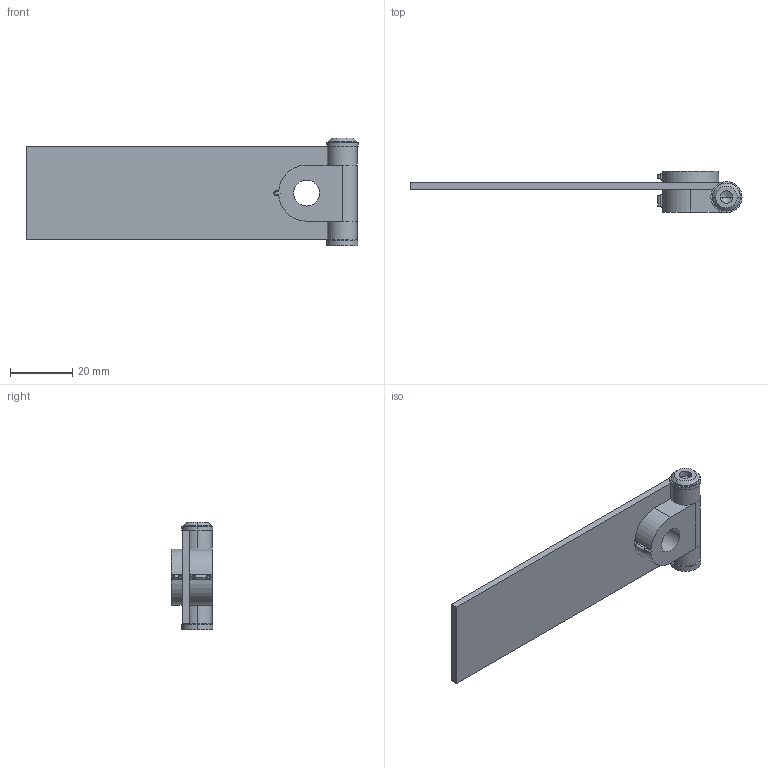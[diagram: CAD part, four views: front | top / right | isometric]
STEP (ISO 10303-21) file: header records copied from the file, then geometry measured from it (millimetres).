
FILE_DESCRIPTION (( 'STEP AP203' ), '1' );
FILE_NAME ('sone3D.STEP', '2014-09-03T00:56:22', ( '' ), ( '' ), 'SwSTEP 2.0', 'SolidWorks 2012', '' );
FILE_SCHEMA (( 'CONFIG_CONTROL_DESIGN' ));
Length unit declared in the file: millimetre
Products named in the file (5): AC-25-VB-8僔儍僼僩_; AC-25-VB-8台座_; sone3D; AC-25-VA-6M5用ワッシャー_; AC-25-VB-8僗儕乕僽_
Assembly tree (4 placements, depth 2):
  sone3D
    AC-25-VB-8台座_
    AC-25-VB-8僔儍僼僩_
    AC-25-VB-8僗儕乕僽_
    AC-25-VA-6M5用ワッシャー_
Bounding box: 106.5 x 13.3 x 34.5 mm (x, y, z)
Volume: 11313 mm3; surface area: 10151.1 mm2
Topology: 4 solids, 4 shells, 104 faces, 282 edges, 183 vertices
Faces by surface type: cylinder 52, plane 48, cone 4
Entity records: 3843 total; most frequent: CARTESIAN_POINT 622, DIRECTION 594, ORIENTED_EDGE 560, EDGE_CURVE 280, AXIS2_PLACEMENT_3D 219, VERTEX_POINT 183, VECTOR 156, LINE 156
